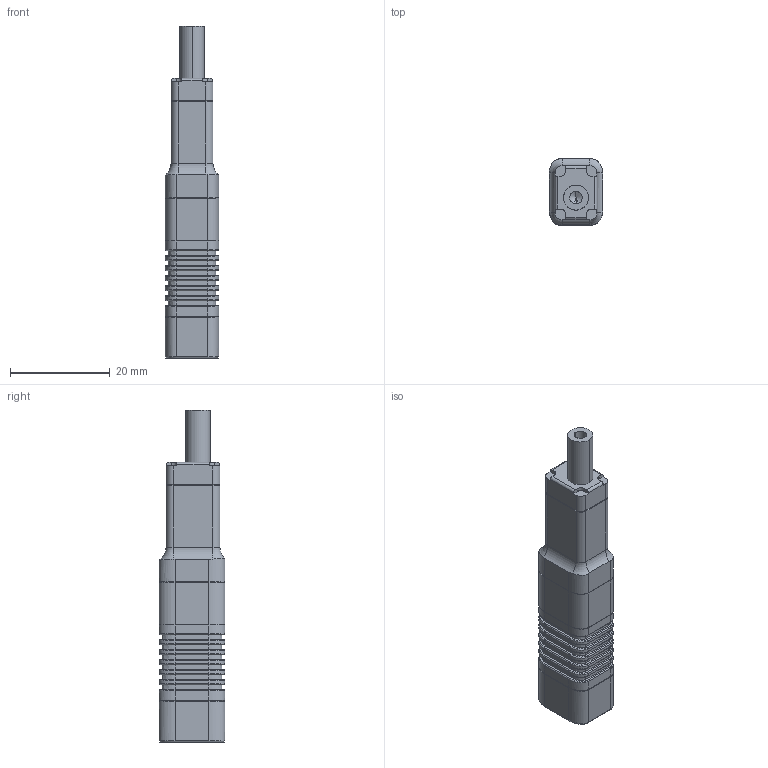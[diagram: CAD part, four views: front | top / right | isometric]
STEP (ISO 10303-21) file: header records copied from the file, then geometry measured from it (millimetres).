
FILE_DESCRIPTION (( 'STEP AP203' ), '1' );
FILE_NAME ('LA10-0x1D.STEP', '2021-11-26T10:53:02', ( '' ), ( '' ), 'SwSTEP 2.0', 'SolidWorks 2021', '' );
FILE_SCHEMA (( 'CONFIG_CONTROL_DESIGN' ));
Length unit declared in the file: millimetre
Products named in the file (3): exA820109-015_______________.STEP; LA10-0x1D; Part4^LA10-0x1D.STEP
Assembly tree (2 placements, depth 2):
  LA10-0x1D
    exA820109-015_______________.STEP
    Part4^LA10-0x1D.STEP
Bounding box: 10.8 x 13.2 x 66.5 mm (x, y, z)
Volume: 6764.5 mm3; surface area: 3155.9 mm2
Topology: 2 solids, 3 shells, 360 faces, 842 edges, 503 vertices
Faces by surface type: plane 134, bspline 132, cylinder 76, cone 14, torus 4
Entity records: 17709 total; most frequent: CARTESIAN_POINT 10064, ORIENTED_EDGE 1680, DIRECTION 1224, EDGE_CURVE 840, VERTEX_POINT 503, LINE 434, VECTOR 434, AXIS2_PLACEMENT_3D 395
